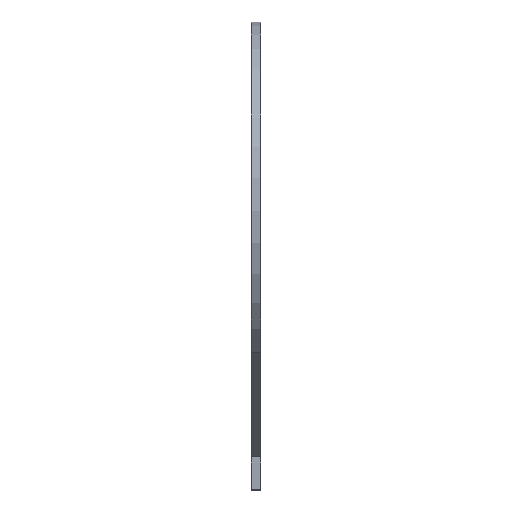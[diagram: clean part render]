
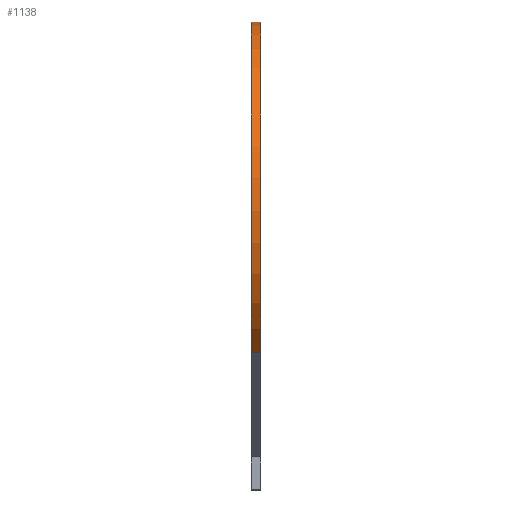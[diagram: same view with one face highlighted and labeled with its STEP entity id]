
A CAD part, top view. The second image highlights one B-rep face of the part: STEP entity #1138.
In plain terms, the highlighted cylindrical face has radius 57 mm (diameter 114 mm), a partial arc.
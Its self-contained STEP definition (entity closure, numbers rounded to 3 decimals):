
#5=CARTESIAN_POINT('',(0.,0.,0.));
#6=DIRECTION('',(1.,0.,0.));
#7=DIRECTION('',(0.,0.395,-0.919));
#8=AXIS2_PLACEMENT_3D('',#5,#6,#7);
#266=DIRECTION('',(1.,0.,0.));
#267=VECTOR('',#266,3.);
#268=CARTESIAN_POINT('',(0.,-43.32,37.046));
#269=LINE('',#268,#267);
#270=DIRECTION('',(1.,0.,0.));
#271=VECTOR('',#270,3.);
#272=CARTESIAN_POINT('',(0.,22.518,-52.363));
#273=LINE('',#272,#271);
#306=CARTESIAN_POINT('',(3.,0.,0.));
#307=DIRECTION('',(1.,0.,0.));
#308=DIRECTION('',(0.,0.395,-0.919));
#309=AXIS2_PLACEMENT_3D('',#306,#307,#308);
#672=CARTESIAN_POINT('',(0.,22.518,-52.363));
#674=VERTEX_POINT('',#672);
#675=CARTESIAN_POINT('',(0.,-43.32,37.046));
#676=VERTEX_POINT('',#675);
#690=CARTESIAN_POINT('',(3.,22.518,-52.363));
#692=VERTEX_POINT('',#690);
#693=CARTESIAN_POINT('',(3.,-43.32,37.046));
#694=VERTEX_POINT('',#693);
#1126=CARTESIAN_POINT('',(0.,0.,0.));
#1127=DIRECTION('',(1.,0.,0.));
#1128=DIRECTION('',(0.,1.,0.));
#1129=AXIS2_PLACEMENT_3D('',#1126,#1127,#1128);
#1130=CYLINDRICAL_SURFACE('',#1129,57.);
#1131=ORIENTED_EDGE('',*,*,#874,.F.);
#1132=ORIENTED_EDGE('',*,*,#1023,.T.);
#1134=ORIENTED_EDGE('',*,*,#1133,.T.);
#1135=ORIENTED_EDGE('',*,*,#1118,.F.);
#1136=EDGE_LOOP('',(#1131,#1132,#1134,#1135));
#1137=FACE_OUTER_BOUND('',#1136,.F.);
#1138=ADVANCED_FACE('',(#1137),#1130,.T.);
#9=CIRCLE('',#8,57.);
#310=CIRCLE('',#309,57.);
#874=EDGE_CURVE('',#674,#676,#9,.T.);
#1023=EDGE_CURVE('',#674,#692,#273,.T.);
#1118=EDGE_CURVE('',#676,#694,#269,.T.);
#1133=EDGE_CURVE('',#692,#694,#310,.T.);
